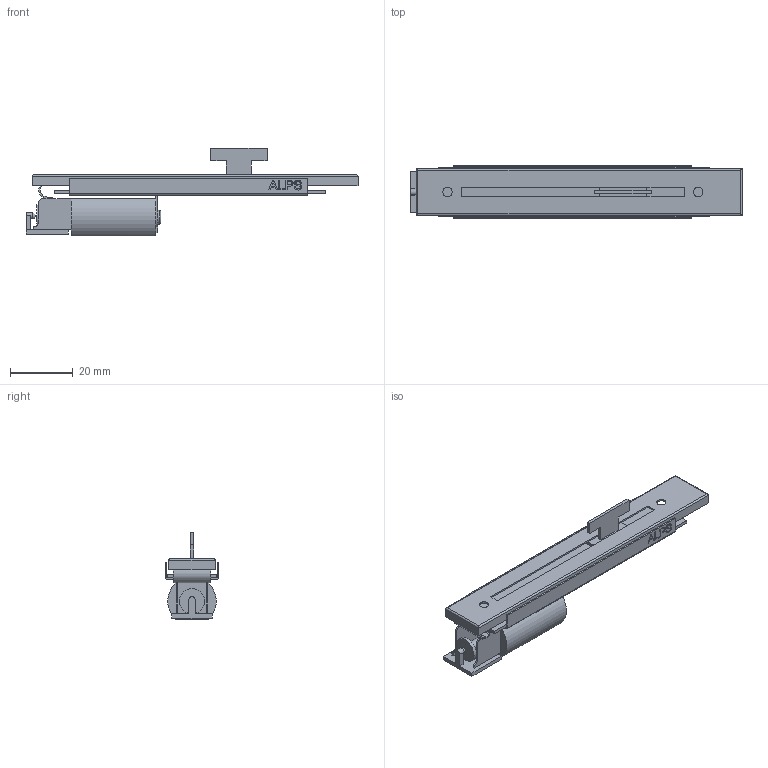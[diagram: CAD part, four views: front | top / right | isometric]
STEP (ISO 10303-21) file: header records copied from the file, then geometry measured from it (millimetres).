
FILE_DESCRIPTION(/* description */ (''),/* implementation_level */ '2;1');
FILE_NAME(/* name */ 'ALPS Motorized Slide Potentiometer 80mm.step',/* time_stamp */ '2021-09-10T01:38:53+02:00',/* author */ (''),/* organization */ (''),/* preprocessor_version */ 'ST-DEVELOPER v18.1',/* originating_system */ 'Autodesk Translation Framework v10.10.0.1391',/* authorisation */ '');
FILE_SCHEMA (('AUTOMOTIVE_DESIGN { 1 0 10303 214 3 1 1 }'));
Length unit declared in the file: millimetre
Products named in the file (2): Slider v2; Component1
Assembly tree (1 placements, depth 2):
  Slider v2
    Component1
Bounding box: 106 x 17 x 27.92 mm (x, y, z)
Volume: 8643.9 mm3; surface area: 15114.2 mm2
Topology: 8 solids, 8 shells, 202 faces, 515 edges, 339 vertices
Faces by surface type: plane 129, bspline 46, cylinder 25, torus 1, sphere 1
Full cylindrical faces by diameter (mm): 2 x1, 3 x3, 4.5 x2, 8 x1
Entity records: 6593 total; most frequent: CARTESIAN_POINT 1884, ORIENTED_EDGE 1028, DIRECTION 784, EDGE_CURVE 514, LINE 370, VECTOR 370, VERTEX_POINT 339, EDGE_LOOP 221
